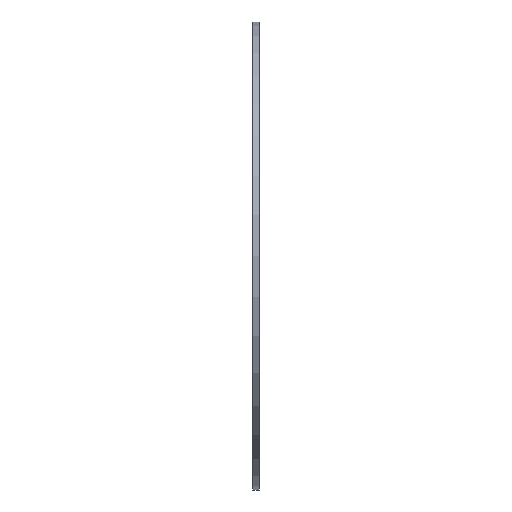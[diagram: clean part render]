
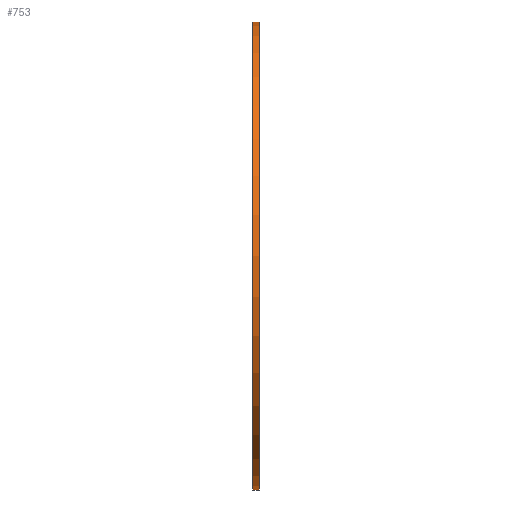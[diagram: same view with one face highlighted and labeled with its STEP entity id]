
A CAD part, left-side view. The second image highlights one B-rep face of the part: STEP entity #753.
In plain terms, the highlighted cylindrical face has radius 55 mm (diameter 110 mm), a full revolution.
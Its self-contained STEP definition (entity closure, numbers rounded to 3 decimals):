
#85=FACE_OUTER_BOUND('',#112,.T.);
#112=EDGE_LOOP('',(#622,#623,#624,#625,#626,#627));
#191=LINE('',#1319,#232);
#232=VECTOR('',#1095,55.);
#297=CIRCLE('',#865,55.);
#298=CIRCLE('',#866,55.);
#299=CIRCLE('',#867,55.);
#300=CIRCLE('',#868,55.);
#381=VERTEX_POINT('',#1314);
#382=VERTEX_POINT('',#1315);
#383=VERTEX_POINT('',#1318);
#384=VERTEX_POINT('',#1320);
#489=EDGE_CURVE('',#381,#382,#297,.T.);
#490=EDGE_CURVE('',#382,#381,#298,.T.);
#491=EDGE_CURVE('',#382,#383,#191,.T.);
#492=EDGE_CURVE('',#383,#384,#299,.T.);
#493=EDGE_CURVE('',#384,#383,#300,.T.);
#622=ORIENTED_EDGE('',*,*,#489,.F.);
#623=ORIENTED_EDGE('',*,*,#490,.F.);
#624=ORIENTED_EDGE('',*,*,#491,.T.);
#625=ORIENTED_EDGE('',*,*,#492,.T.);
#626=ORIENTED_EDGE('',*,*,#493,.T.);
#627=ORIENTED_EDGE('',*,*,#491,.F.);
#728=CYLINDRICAL_SURFACE('',#864,55.);
#753=ADVANCED_FACE('',(#85),#728,.T.);
#864=AXIS2_PLACEMENT_3D('',#1313,#1089,#1090);
#865=AXIS2_PLACEMENT_3D('',#1316,#1091,#1092);
#866=AXIS2_PLACEMENT_3D('',#1317,#1093,#1094);
#867=AXIS2_PLACEMENT_3D('',#1321,#1096,#1097);
#868=AXIS2_PLACEMENT_3D('',#1322,#1098,#1099);
#1089=DIRECTION('center_axis',(0.,1.,0.));
#1090=DIRECTION('ref_axis',(-1.,0.,0.));
#1091=DIRECTION('center_axis',(0.,1.,0.));
#1092=DIRECTION('ref_axis',(-1.,0.,0.));
#1093=DIRECTION('center_axis',(0.,1.,0.));
#1094=DIRECTION('ref_axis',(-1.,0.,0.));
#1095=DIRECTION('',(0.,-1.,0.));
#1096=DIRECTION('center_axis',(0.,1.,0.));
#1097=DIRECTION('ref_axis',(-1.,0.,0.));
#1098=DIRECTION('center_axis',(0.,1.,0.));
#1099=DIRECTION('ref_axis',(-1.,0.,0.));
#1313=CARTESIAN_POINT('Origin',(0.,0.,0.));
#1314=CARTESIAN_POINT('',(-55.,1.6,0.));
#1315=CARTESIAN_POINT('',(55.,1.6,0.));
#1316=CARTESIAN_POINT('Origin',(0.,1.6,0.));
#1317=CARTESIAN_POINT('Origin',(0.,1.6,0.));
#1318=CARTESIAN_POINT('',(55.,0.,0.));
#1319=CARTESIAN_POINT('',(55.,0.,0.));
#1320=CARTESIAN_POINT('',(-55.,0.,0.));
#1321=CARTESIAN_POINT('Origin',(0.,0.,0.));
#1322=CARTESIAN_POINT('Origin',(0.,0.,0.));
